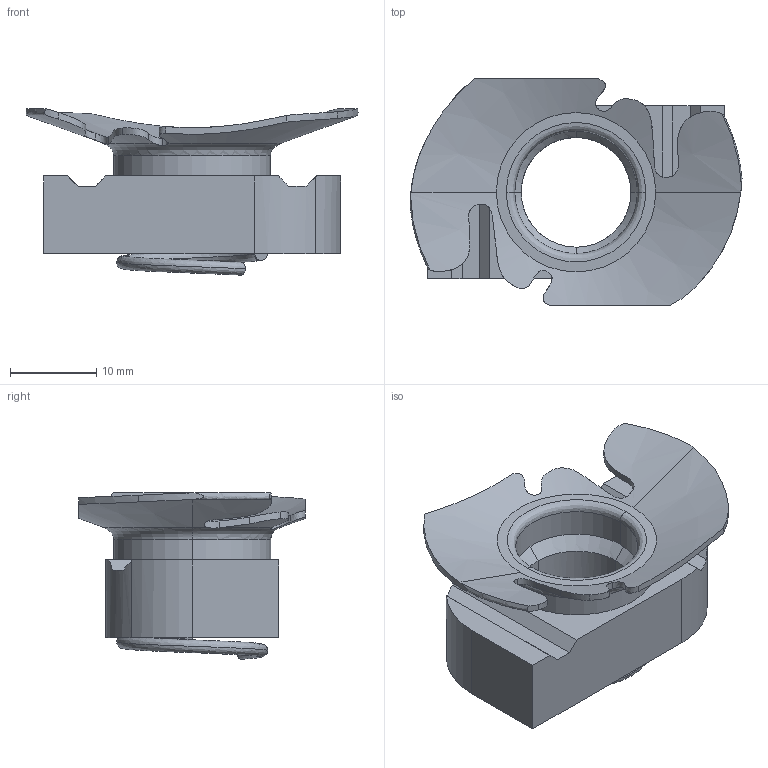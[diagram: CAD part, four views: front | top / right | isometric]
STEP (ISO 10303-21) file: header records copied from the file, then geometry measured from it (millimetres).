
FILE_DESCRIPTION(('TurboCAD Mac Pro'),'Build 980');
FILE_NAME('P4010T.stp',' ',(''),(''),'ACIS Interop','IMSI','TurboCAD Mac Pro BY IMSI, INCORPORATED');
FILE_SCHEMA(('automotive_design'));
Length unit declared in the file: inch
Products named in the file (1): 1
Bounding box: 38.45 x 26.22 x 19.28 mm (x, y, z)
Volume: 5334 mm3; surface area: 4072.6 mm2
Topology: 1 solids, 1 shells, 77 faces, 203 edges, 131 vertices
Faces by surface type: bspline 32, plane 22, cone 8, cylinder 8, revolution 7
Entity records: 4686 total; most frequent: CARTESIAN_POINT 2376, ORIENTED_EDGE 406, DIRECTION 244, EDGE_CURVE 203, VERTEX_POINT 131, B_SPLINE_CURVE_WITH_KNOTS 86, AXIS2_PLACEMENT_3D 82, EDGE_LOOP 82
